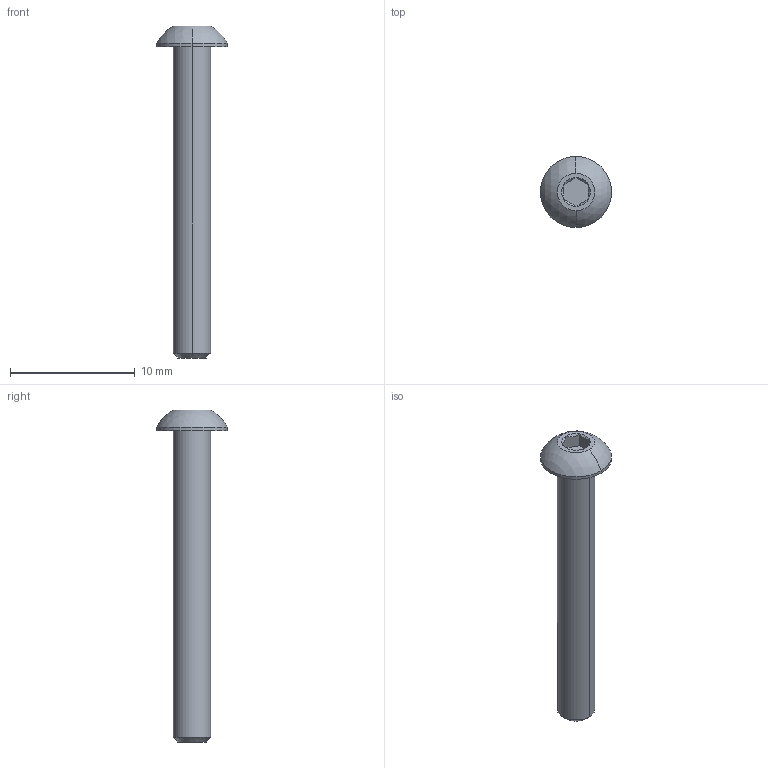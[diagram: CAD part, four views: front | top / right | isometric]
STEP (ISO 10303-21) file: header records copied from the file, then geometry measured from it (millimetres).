
FILE_DESCRIPTION (( 'STEP AP203' ), '1' );
FILE_NAME ('97763A457_NO THREADS_18-8 Stainless Steel Button Head Hex Drive Screws.STEP', '2025-01-14T21:03:55', ( 'Administrator' ), ( 'Managed by Terraform' ), 'SwSTEP 2.0', 'SolidWorks 2017', '' );
FILE_SCHEMA (( 'CONFIG_CONTROL_DESIGN' ));
Length unit declared in the file: millimetre
Products named in the file (1): 97763A457_NO THREADS_18-8 Stainless Steel Button Head Hex Drive Screws
Bounding box: 5.7 x 5.7 x 26.65 mm (x, y, z)
Volume: 202.7 mm3; surface area: 305.9 mm2
Topology: 1 solids, 1 shells, 25 faces, 47 edges, 26 vertices
Faces by surface type: plane 10, cone 9, cylinder 4, sphere 2
Entity records: 716 total; most frequent: CARTESIAN_POINT 138, DIRECTION 113, ORIENTED_EDGE 94, AXIS2_PLACEMENT_3D 47, EDGE_CURVE 47, EDGE_LOOP 27, VERTEX_POINT 26, FACE_OUTER_BOUND 25
